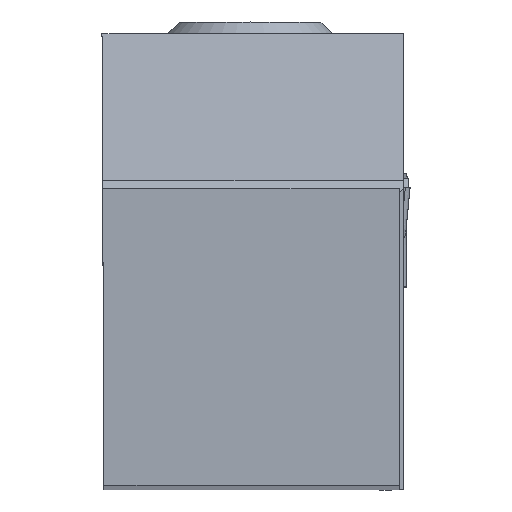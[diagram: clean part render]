
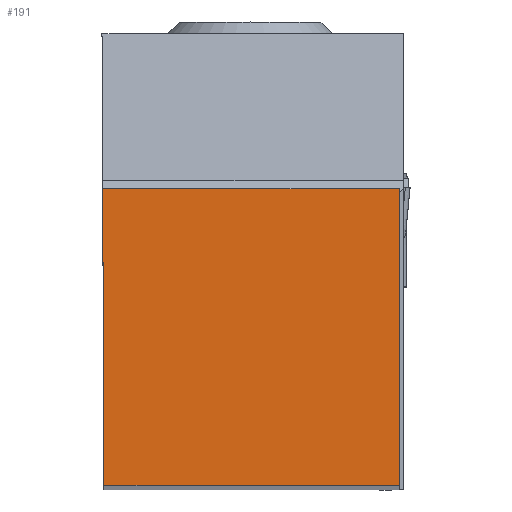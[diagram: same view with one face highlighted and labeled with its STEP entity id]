
A CAD part, top view. The second image highlights one B-rep face of the part: STEP entity #191.
In plain terms, the highlighted planar face has unit normal (0, 0, 1).
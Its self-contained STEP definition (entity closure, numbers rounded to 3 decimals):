
#191=ADVANCED_FACE('BLANK_BOXF006',(#312),#242,.F.);
#242=PLANE('',#1616);
#312=FACE_OUTER_BOUND('',#386,.T.);
#386=EDGE_LOOP('',(#713,#714,#715,#716));
#713=ORIENTED_EDGE('',*,*,#1111,.T.);
#714=ORIENTED_EDGE('',*,*,#1112,.T.);
#715=ORIENTED_EDGE('',*,*,#1113,.T.);
#716=ORIENTED_EDGE('',*,*,#1107,.T.);
#924=VERTEX_POINT('',#2819);
#925=VERTEX_POINT('',#2821);
#928=VERTEX_POINT('',#2829);
#929=VERTEX_POINT('',#2831);
#1107=EDGE_CURVE('',#925,#924,#1256,.T.);
#1111=EDGE_CURVE('',#924,#928,#1259,.T.);
#1112=EDGE_CURVE('',#928,#929,#1260,.T.);
#1113=EDGE_CURVE('',#929,#925,#1261,.T.);
#1256=LINE('',#2820,#1417);
#1259=LINE('',#2828,#1420);
#1260=LINE('',#2830,#1421);
#1261=LINE('',#2832,#1422);
#1417=VECTOR('',#1879,1.);
#1420=VECTOR('',#1886,1.);
#1421=VECTOR('',#1887,1.);
#1422=VECTOR('',#1888,1.);
#1616=AXIS2_PLACEMENT_3D('',#2833,#1889,#1890);
#1879=DIRECTION('',(1.,0.,0.));
#1886=DIRECTION('',(0.,1.,0.));
#1887=DIRECTION('',(-1.,0.,0.));
#1888=DIRECTION('',(0.004,-1.,0.));
#1889=DIRECTION('',(0.,0.,-1.));
#1890=DIRECTION('',(0.,-1.,0.));
#2819=CARTESIAN_POINT('',(12.573,0.,0.));
#2820=CARTESIAN_POINT('',(-113.6,0.,0.));
#2821=CARTESIAN_POINT('',(0.055,0.,0.));
#2828=CARTESIAN_POINT('',(12.573,-113.6,0.));
#2829=CARTESIAN_POINT('',(12.573,12.573,0.));
#2830=CARTESIAN_POINT('',(113.6,12.573,0.));
#2831=CARTESIAN_POINT('',(0.,12.573,0.));
#2832=CARTESIAN_POINT('',(-0.441,113.599,0.));
#2833=CARTESIAN_POINT('',(12.755,-5.,0.));
